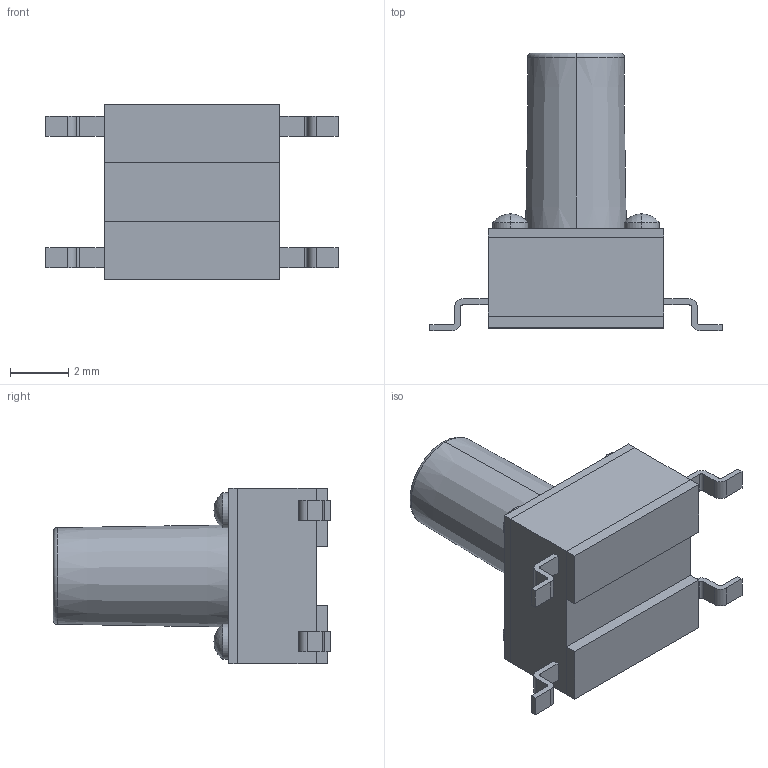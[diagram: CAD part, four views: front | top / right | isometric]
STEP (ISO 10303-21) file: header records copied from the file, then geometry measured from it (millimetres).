
FILE_DESCRIPTION (( 'STEP AP214' ), '1' );
FILE_NAME ('TS04-66-95-BK-100-SMT.STEP', '2022-03-25T10:47:26', ( '' ), ( '' ), 'SwSTEP 2.0', 'SolidWorks 2017', '' );
FILE_SCHEMA (( 'AUTOMOTIVE_DESIGN' ));
Length unit declared in the file: millimetre
Products named in the file (1): TS04-66-95-BK-100-SMT
Bounding box: 10 x 9.5 x 6 mm (x, y, z)
Volume: 174.7 mm3; surface area: 377.6 mm2
Topology: 13 solids, 13 shells, 108 faces, 240 edges, 158 vertices
Faces by surface type: plane 70, cylinder 26, sphere 8, torus 2, cone 2
Entity records: 3130 total; most frequent: DIRECTION 526, CARTESIAN_POINT 507, ORIENTED_EDGE 480, EDGE_CURVE 240, AXIS2_PLACEMENT_3D 177, VECTOR 172, LINE 172, VERTEX_POINT 158
